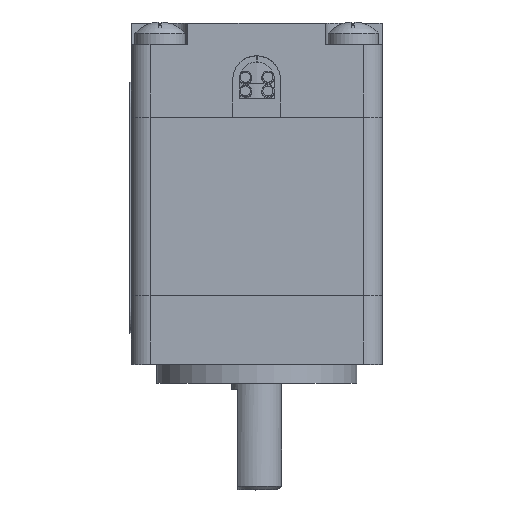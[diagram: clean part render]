
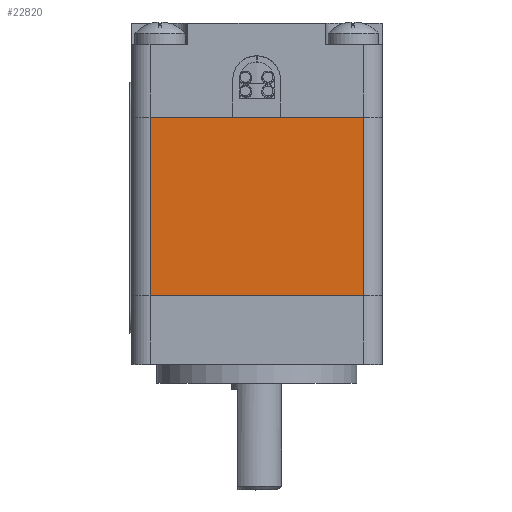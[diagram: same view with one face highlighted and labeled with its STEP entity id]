
A CAD part, top view. The second image highlights one B-rep face of the part: STEP entity #22820.
In plain terms, the highlighted face is planar.
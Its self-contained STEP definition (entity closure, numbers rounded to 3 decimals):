
#2001=LINE('',#37393,#4257);
#2150=LINE('',#38037,#4406);
#2299=LINE('',#38670,#4555);
#2300=LINE('',#38672,#4556);
#4257=VECTOR('',#29451,17.);
#4406=VECTOR('',#29974,17.);
#4555=VECTOR('',#30493,14.2);
#4556=VECTOR('',#30496,14.2);
#5405=PLANE('',#24857);
#6540=FACE_OUTER_BOUND('',#7853,.T.);
#7853=EDGE_LOOP('',(#19937,#19938,#19939,#19940));
#10723=VERTEX_POINT('',#37390);
#10724=VERTEX_POINT('',#37392);
#11031=VERTEX_POINT('',#38034);
#11032=VERTEX_POINT('',#38036);
#13683=EDGE_CURVE('',#10723,#10724,#2001,.T.);
#14018=EDGE_CURVE('',#11032,#11031,#2150,.T.);
#14349=EDGE_CURVE('',#10723,#11032,#2299,.T.);
#14350=EDGE_CURVE('',#10724,#11031,#2300,.T.);
#19937=ORIENTED_EDGE('',*,*,#14018,.T.);
#19938=ORIENTED_EDGE('',*,*,#14350,.F.);
#19939=ORIENTED_EDGE('',*,*,#13683,.F.);
#19940=ORIENTED_EDGE('',*,*,#14349,.T.);
#22820=ADVANCED_FACE('',(#6540),#5405,.F.);
#24857=AXIS2_PLACEMENT_3D('',#38671,#30494,#30495);
#29451=DIRECTION('',(0.,0.,-1.));
#29974=DIRECTION('',(0.,0.,-1.));
#30493=DIRECTION('',(-1.,0.,0.));
#30494=DIRECTION('center_axis',(0.,1.,0.));
#30495=DIRECTION('ref_axis',(0.,0.,1.));
#30496=DIRECTION('',(-1.,0.,0.));
#37390=CARTESIAN_POINT('',(14.2,-10.,8.5));
#37392=CARTESIAN_POINT('',(14.2,-10.,-8.5));
#37393=CARTESIAN_POINT('',(14.2,-10.,8.5));
#38034=CARTESIAN_POINT('',(0.,-10.,-8.5));
#38036=CARTESIAN_POINT('',(0.,-10.,8.5));
#38037=CARTESIAN_POINT('',(0.,-10.,8.5));
#38670=CARTESIAN_POINT('',(25.2,-10.,8.5));
#38671=CARTESIAN_POINT('Origin',(25.2,-10.,-8.5));
#38672=CARTESIAN_POINT('',(25.2,-10.,-8.5));
